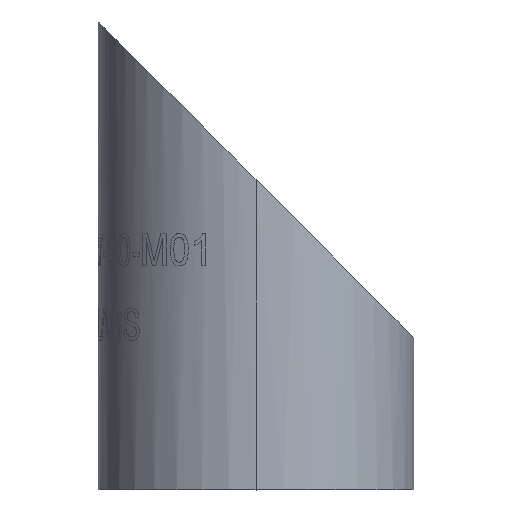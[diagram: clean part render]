
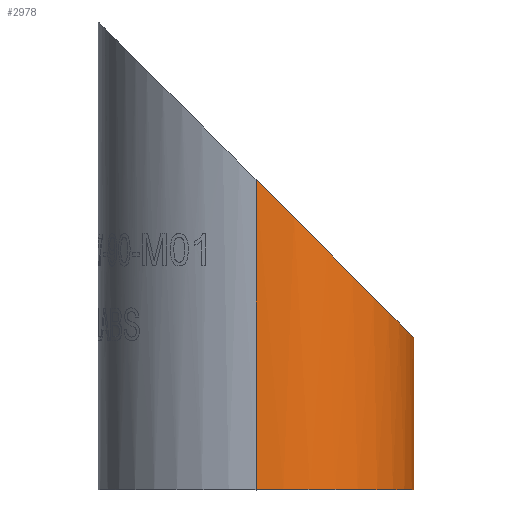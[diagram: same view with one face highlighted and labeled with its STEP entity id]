
A CAD part, top view. The second image highlights one B-rep face of the part: STEP entity #2978.
In plain terms, the highlighted cylindrical face has radius 6.35 mm (diameter 12.7 mm), a partial arc.
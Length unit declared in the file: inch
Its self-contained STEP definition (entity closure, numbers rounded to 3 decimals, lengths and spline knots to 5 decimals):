
#35 = ORIENTED_EDGE ( 'NONE', *, *, #3367, .T. ) ;
#39 = CARTESIAN_POINT ( 'NONE',  ( 0.01456, 0.07621, 0.1908 ) ) ;
#57 = CARTESIAN_POINT ( 'NONE',  ( 0.20597, -0.1152, 0.06234 ) ) ;
#148 = VECTOR ( 'NONE', #2121, 39.37008 ) ;
#231 = CARTESIAN_POINT ( 'NONE',  ( 0.1924, -0.10164, -0.20053 ) ) ;
#248 = CARTESIAN_POINT ( 'NONE',  ( -0.0135, 0.10427, -0.30772 ) ) ;
#480 = CARTESIAN_POINT ( 'NONE',  ( 0.04258, 0.04819, 0.18632 ) ) ;
#502 = CARTESIAN_POINT ( 'NONE',  ( 0.22491, -0.13414, 0.01997 ) ) ;
#667 = CARTESIAN_POINT ( 'NONE',  ( 0.15972, -0.06895, -0.23867 ) ) ;
#791 = CARTESIAN_POINT ( 'NONE',  ( 0.2365, -0.14573, -0.05772 ) ) ;
#819 = VERTEX_POINT ( 'NONE', #1728 ) ;
#917 = DIRECTION ( 'NONE',  ( 0., 1., 0. ) ) ;
#925 = CARTESIAN_POINT ( 'NONE',  ( 0.08334, 0.00743, 0.1732 ) ) ;
#944 = CARTESIAN_POINT ( 'NONE',  ( 0.23351, -0.14274, -0.01792 ) ) ;
#1099 = CARTESIAN_POINT ( 'NONE',  ( 0.2365, -0.14573, -0.06765 ) ) ;
#1113 = CARTESIAN_POINT ( 'NONE',  ( 0.13551, -0.04474, -0.25861 ) ) ;
#1249 = CARTESIAN_POINT ( 'NONE',  ( -0.0135, 0.40153, -0.05772 ) ) ;
#1284 = DIRECTION ( 'NONE',  ( 0., -1., 0. ) ) ;
#1364 = CARTESIAN_POINT ( 'NONE',  ( 0.12263, -0.03186, 0.15249 ) ) ;
#1384 = CARTESIAN_POINT ( 'NONE',  ( 0.2365, -0.14573, -0.04779 ) ) ;
#1538 = CARTESIAN_POINT ( 'NONE',  ( 0.23354, -0.14277, -0.09731 ) ) ;
#1559 = CARTESIAN_POINT ( 'NONE',  ( 0.1164, -0.02563, -0.27146 ) ) ;
#1728 = CARTESIAN_POINT ( 'NONE',  ( -0.0135, -0.38588, -0.30772 ) ) ;
#1743 = CARTESIAN_POINT ( 'NONE',  ( -0.0135, -0.38588, 0.19228 ) ) ;
#1805 = CARTESIAN_POINT ( 'NONE',  ( 0.15965, -0.06888, 0.1233 ) ) ;
#1984 = CARTESIAN_POINT ( 'NONE',  ( 0.2272, -0.13643, -0.12597 ) ) ;
#1998 = CARTESIAN_POINT ( 'NONE',  ( 0.08341, 0.00736, -0.28862 ) ) ;
#2033 = EDGE_CURVE ( 'NONE', #5379, #4975, #3737, .T. ) ;
#2104 = CARTESIAN_POINT ( 'NONE',  ( -0.0135, 0.10427, -0.30772 ) ) ;
#2121 = DIRECTION ( 'NONE',  ( 0., -1., 0. ) ) ;
#2176 = CARTESIAN_POINT ( 'NONE',  ( -0.0135, 0.40153, 0.19228 ) ) ;
#2224 = VERTEX_POINT ( 'NONE', #1743 ) ;
#2244 = CARTESIAN_POINT ( 'NONE',  ( 0.18696, -0.09619, 0.0919 ) ) ;
#2323 = AXIS2_PLACEMENT_3D ( 'NONE', #1249, #1284, #2543 ) ;
#2410 = CARTESIAN_POINT ( 'NONE',  ( 0.21786, -0.12709, -0.15292 ) ) ;
#2415 = ORIENTED_EDGE ( 'NONE', *, *, #2960, .F. ) ;
#2428 = CARTESIAN_POINT ( 'NONE',  ( 0.04258, 0.04819, -0.30176 ) ) ;
#2487 = VERTEX_POINT ( 'NONE', #2104 ) ;
#2543 = DIRECTION ( 'NONE',  ( 0., 0., -1. ) ) ;
#2596 = ORIENTED_EDGE ( 'NONE', *, *, #2858, .F. ) ;
#2609 = CARTESIAN_POINT ( 'NONE',  ( -0.00651, 0.09728, 0.19228 ) ) ;
#2646 = CARTESIAN_POINT ( 'NONE',  ( 0.0005, 0.09027, 0.19198 ) ) ;
#2666 = CARTESIAN_POINT ( 'NONE',  ( 0.20155, -0.11078, 0.07007 ) ) ;
#2839 = CARTESIAN_POINT ( 'NONE',  ( 0.20192, -0.11115, -0.18587 ) ) ;
#2858 = EDGE_CURVE ( 'NONE', #4975, #2487, #5088, .T. ) ;
#2859 = CARTESIAN_POINT ( 'NONE',  ( 0.00051, 0.09026, -0.30772 ) ) ;
#2931 = VECTOR ( 'NONE', #3081, 39.37008 ) ;
#2960 = EDGE_CURVE ( 'NONE', #2487, #819, #3481, .T. ) ;
#2978 = ADVANCED_FACE ( 'NONE', ( #3215 ), #3077, .T. ) ;
#3070 = LINE ( 'NONE', #2176, #2931 ) ;
#3077 = CYLINDRICAL_SURFACE ( 'NONE', #2323, 0.25 ) ;
#3081 = DIRECTION ( 'NONE',  ( 0., -1., 0. ) ) ;
#3096 = CARTESIAN_POINT ( 'NONE',  ( 0.02162, 0.06915, 0.1899 ) ) ;
#3114 = CARTESIAN_POINT ( 'NONE',  ( 0.21816, -0.12739, 0.03799 ) ) ;
#3215 = FACE_OUTER_BOUND ( 'NONE', #4761, .T. ) ;
#3231 = ORIENTED_EDGE ( 'NONE', *, *, #4351, .T. ) ;
#3268 = CARTESIAN_POINT ( 'NONE',  ( 0.2365, -0.14573, -0.05772 ) ) ;
#3282 = CARTESIAN_POINT ( 'NONE',  ( 0.17113, -0.08036, -0.22714 ) ) ;
#3367 = EDGE_CURVE ( 'NONE', #2224, #819, #3548, .T. ) ;
#3378 = CARTESIAN_POINT ( 'NONE',  ( -0.0135, 0.10427, 0.19228 ) ) ;
#3481 = LINE ( 'NONE', #5161, #148 ) ;
#3522 = CARTESIAN_POINT ( 'NONE',  ( -0.0135, -0.38588, -0.05772 ) ) ;
#3528 = CARTESIAN_POINT ( 'NONE',  ( 0.05632, 0.03445, 0.18276 ) ) ;
#3547 = CARTESIAN_POINT ( 'NONE',  ( 0.23175, -0.14098, -0.00827 ) ) ;
#3548 = CIRCLE ( 'NONE', #4363, 0.25 ) ;
#3725 = CARTESIAN_POINT ( 'NONE',  ( 0.14168, -0.05091, -0.25389 ) ) ;
#3737 = B_SPLINE_CURVE_WITH_KNOTS ( 'NONE', 3,
 ( #5267, #2609, #2646, #39, #3096, #480, #3528, #925, #3968, #1364, #4416, #1805, #4846, #2244, #5288, #2666, #57, #3114, #502, #3547, #944, #3992, #1384, #4433 ),
 .UNSPECIFIED., .F., .F.,
 ( 4, 2, 2, 2, 2, 2, 2, 2, 2, 2, 2, 4 ),
 ( 0.0121, 0.01286, 0.01361, 0.01512, 0.01664, 0.01815, 0.01966, 0.02041, 0.02117, 0.02268, 0.02344, 0.02419 ),
 .UNSPECIFIED. ) ;
#3961 = DIRECTION ( 'NONE',  ( 0., 0., 1. ) ) ;
#3968 = CARTESIAN_POINT ( 'NONE',  ( 0.09661, -0.00584, 0.16722 ) ) ;
#3992 = CARTESIAN_POINT ( 'NONE',  ( 0.2359, -0.14513, -0.03777 ) ) ;
#4141 = ORIENTED_EDGE ( 'NONE', *, *, #2033, .F. ) ;
#4142 = CARTESIAN_POINT ( 'NONE',  ( 0.23591, -0.14514, -0.07756 ) ) ;
#4161 = CARTESIAN_POINT ( 'NONE',  ( 0.12289, -0.03212, -0.26738 ) ) ;
#4351 = EDGE_CURVE ( 'NONE', #5379, #2224, #3070, .T. ) ;
#4363 = AXIS2_PLACEMENT_3D ( 'NONE', #3522, #917, #3961 ) ;
#4416 = CARTESIAN_POINT ( 'NONE',  ( 0.13547, -0.0447, 0.14367 ) ) ;
#4433 = CARTESIAN_POINT ( 'NONE',  ( 0.2365, -0.14573, -0.05772 ) ) ;
#4583 = CARTESIAN_POINT ( 'NONE',  ( 0.23176, -0.14099, -0.10711 ) ) ;
#4603 = CARTESIAN_POINT ( 'NONE',  ( 0.09675, -0.00598, -0.2826 ) ) ;
#4761 = EDGE_LOOP ( 'NONE', ( #4141, #3231, #35, #2415, #2596 ) ) ;
#4846 = CARTESIAN_POINT ( 'NONE',  ( 0.17107, -0.0803, 0.11175 ) ) ;
#4975 = VERTEX_POINT ( 'NONE', #791 ) ;
#5022 = CARTESIAN_POINT ( 'NONE',  ( 0.2244, -0.13363, -0.13513 ) ) ;
#5039 = CARTESIAN_POINT ( 'NONE',  ( 0.05633, 0.03444, -0.2982 ) ) ;
#5088 = B_SPLINE_CURVE_WITH_KNOTS ( 'NONE', 3,
 ( #3268, #1099, #4142, #1538, #4583, #1984, #5022, #2410, #5468, #2839, #231, #3282, #667, #3725, #1113, #4161, #1559, #4603, #1998, #5039, #2428, #5486, #2859, #248 ),
 .UNSPECIFIED., .F., .F.,
 ( 4, 2, 2, 2, 2, 2, 2, 2, 2, 2, 2, 4 ),
 ( 0.02419, 0.02495, 0.0257, 0.02646, 0.02722, 0.02873, 0.03024, 0.03099, 0.03175, 0.03326, 0.03477, 0.03628 ),
 .UNSPECIFIED. ) ;
#5161 = CARTESIAN_POINT ( 'NONE',  ( -0.0135, 0.40153, -0.30772 ) ) ;
#5267 = CARTESIAN_POINT ( 'NONE',  ( -0.0135, 0.10427, 0.19228 ) ) ;
#5288 = CARTESIAN_POINT ( 'NONE',  ( 0.19206, -0.10129, 0.08483 ) ) ;
#5379 = VERTEX_POINT ( 'NONE', #3378 ) ;
#5468 = CARTESIAN_POINT ( 'NONE',  ( 0.21412, -0.12335, -0.16151 ) ) ;
#5486 = CARTESIAN_POINT ( 'NONE',  ( 0.01469, 0.07608, -0.30653 ) ) ;
